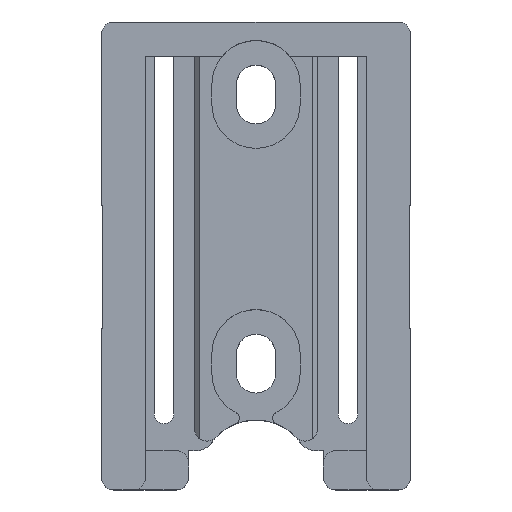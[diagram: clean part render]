
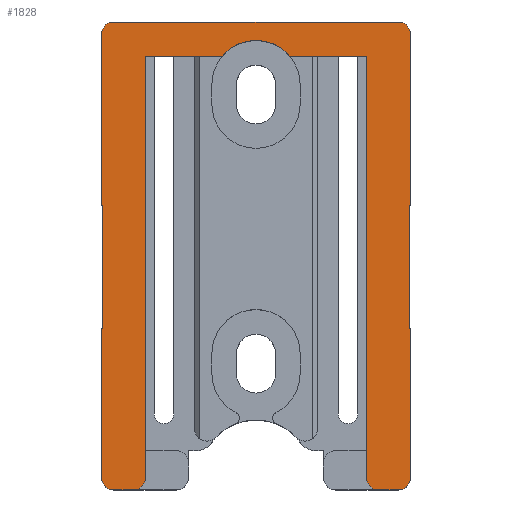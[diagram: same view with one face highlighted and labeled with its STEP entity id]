
A CAD part, top view. The second image highlights one B-rep face of the part: STEP entity #1828.
In plain terms, the highlighted planar face has unit normal (0, 0, 1).
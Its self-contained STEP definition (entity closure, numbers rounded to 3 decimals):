
#74=CIRCLE('',#1962,3.6);
#75=CIRCLE('',#1963,1.);
#76=CIRCLE('',#1964,1.);
#77=CIRCLE('',#1965,1.);
#78=CIRCLE('',#1966,1.);
#79=CIRCLE('',#1967,1.);
#80=CIRCLE('',#1968,1.);
#151=FACE_OUTER_BOUND('',#249,.T.);
#249=EDGE_LOOP('',(#1265,#1266,#1267,#1268,#1269,#1270,#1271,#1272,#1273,
#1274,#1275,#1276,#1277,#1278,#1279,#1280,#1281,#1282,#1283,#1284,#1285,
#1286,#1287,#1288));
#367=LINE('',#2759,#568);
#368=LINE('',#2761,#569);
#369=LINE('',#2765,#570);
#370=LINE('',#2769,#571);
#371=LINE('',#2771,#572);
#372=LINE('',#2773,#573);
#373=LINE('',#2775,#574);
#374=LINE('',#2777,#575);
#375=LINE('',#2781,#576);
#376=LINE('',#2785,#577);
#377=LINE('',#2787,#578);
#378=LINE('',#2789,#579);
#379=LINE('',#2791,#580);
#380=LINE('',#2793,#581);
#381=LINE('',#2797,#582);
#382=LINE('',#2801,#583);
#383=LINE('',#2802,#584);
#568=VECTOR('',#2205,10.);
#569=VECTOR('',#2206,10.);
#570=VECTOR('',#2209,10.);
#571=VECTOR('',#2212,10.);
#572=VECTOR('',#2213,10.);
#573=VECTOR('',#2214,10.);
#574=VECTOR('',#2215,10.);
#575=VECTOR('',#2216,10.);
#576=VECTOR('',#2219,10.);
#577=VECTOR('',#2222,10.);
#578=VECTOR('',#2223,10.);
#579=VECTOR('',#2224,10.);
#580=VECTOR('',#2225,10.);
#581=VECTOR('',#2226,10.);
#582=VECTOR('',#2229,10.);
#583=VECTOR('',#2232,10.);
#584=VECTOR('',#2233,10.);
#777=VERTEX_POINT('',#2755);
#778=VERTEX_POINT('',#2756);
#779=VERTEX_POINT('',#2758);
#780=VERTEX_POINT('',#2760);
#781=VERTEX_POINT('',#2762);
#782=VERTEX_POINT('',#2764);
#783=VERTEX_POINT('',#2766);
#784=VERTEX_POINT('',#2768);
#785=VERTEX_POINT('',#2770);
#786=VERTEX_POINT('',#2772);
#787=VERTEX_POINT('',#2774);
#788=VERTEX_POINT('',#2776);
#789=VERTEX_POINT('',#2778);
#790=VERTEX_POINT('',#2780);
#791=VERTEX_POINT('',#2782);
#792=VERTEX_POINT('',#2784);
#793=VERTEX_POINT('',#2786);
#794=VERTEX_POINT('',#2788);
#795=VERTEX_POINT('',#2790);
#796=VERTEX_POINT('',#2792);
#797=VERTEX_POINT('',#2794);
#798=VERTEX_POINT('',#2796);
#799=VERTEX_POINT('',#2798);
#800=VERTEX_POINT('',#2800);
#970=EDGE_CURVE('',#777,#778,#74,.T.);
#971=EDGE_CURVE('',#778,#779,#367,.T.);
#972=EDGE_CURVE('',#779,#780,#368,.T.);
#973=EDGE_CURVE('',#780,#781,#75,.T.);
#974=EDGE_CURVE('',#781,#782,#369,.T.);
#975=EDGE_CURVE('',#782,#783,#76,.T.);
#976=EDGE_CURVE('',#783,#784,#370,.T.);
#977=EDGE_CURVE('',#784,#785,#371,.T.);
#978=EDGE_CURVE('',#785,#786,#372,.T.);
#979=EDGE_CURVE('',#786,#787,#373,.T.);
#980=EDGE_CURVE('',#787,#788,#374,.T.);
#981=EDGE_CURVE('',#789,#788,#77,.T.);
#982=EDGE_CURVE('',#790,#789,#375,.F.);
#983=EDGE_CURVE('',#791,#790,#78,.T.);
#984=EDGE_CURVE('',#792,#791,#376,.T.);
#985=EDGE_CURVE('',#792,#793,#377,.T.);
#986=EDGE_CURVE('',#793,#794,#378,.T.);
#987=EDGE_CURVE('',#794,#795,#379,.T.);
#988=EDGE_CURVE('',#795,#796,#380,.T.);
#989=EDGE_CURVE('',#796,#797,#79,.T.);
#990=EDGE_CURVE('',#797,#798,#381,.T.);
#991=EDGE_CURVE('',#798,#799,#80,.T.);
#992=EDGE_CURVE('',#799,#800,#382,.T.);
#993=EDGE_CURVE('',#777,#800,#383,.F.);
#1265=ORIENTED_EDGE('',*,*,#970,.T.);
#1266=ORIENTED_EDGE('',*,*,#971,.T.);
#1267=ORIENTED_EDGE('',*,*,#972,.T.);
#1268=ORIENTED_EDGE('',*,*,#973,.T.);
#1269=ORIENTED_EDGE('',*,*,#974,.T.);
#1270=ORIENTED_EDGE('',*,*,#975,.T.);
#1271=ORIENTED_EDGE('',*,*,#976,.T.);
#1272=ORIENTED_EDGE('',*,*,#977,.T.);
#1273=ORIENTED_EDGE('',*,*,#978,.T.);
#1274=ORIENTED_EDGE('',*,*,#979,.T.);
#1275=ORIENTED_EDGE('',*,*,#980,.T.);
#1276=ORIENTED_EDGE('',*,*,#981,.F.);
#1277=ORIENTED_EDGE('',*,*,#982,.F.);
#1278=ORIENTED_EDGE('',*,*,#983,.F.);
#1279=ORIENTED_EDGE('',*,*,#984,.F.);
#1280=ORIENTED_EDGE('',*,*,#985,.T.);
#1281=ORIENTED_EDGE('',*,*,#986,.T.);
#1282=ORIENTED_EDGE('',*,*,#987,.T.);
#1283=ORIENTED_EDGE('',*,*,#988,.T.);
#1284=ORIENTED_EDGE('',*,*,#989,.T.);
#1285=ORIENTED_EDGE('',*,*,#990,.T.);
#1286=ORIENTED_EDGE('',*,*,#991,.T.);
#1287=ORIENTED_EDGE('',*,*,#992,.T.);
#1288=ORIENTED_EDGE('',*,*,#993,.F.);
#1759=PLANE('',#1961);
#1828=ADVANCED_FACE('',(#151),#1759,.F.);
#1961=AXIS2_PLACEMENT_3D('',#2754,#2201,#2202);
#1962=AXIS2_PLACEMENT_3D('',#2757,#2203,#2204);
#1963=AXIS2_PLACEMENT_3D('',#2763,#2207,#2208);
#1964=AXIS2_PLACEMENT_3D('',#2767,#2210,#2211);
#1965=AXIS2_PLACEMENT_3D('',#2779,#2217,#2218);
#1966=AXIS2_PLACEMENT_3D('',#2783,#2220,#2221);
#1967=AXIS2_PLACEMENT_3D('',#2795,#2227,#2228);
#1968=AXIS2_PLACEMENT_3D('',#2799,#2230,#2231);
#2201=DIRECTION('center_axis',(0.,0.,-1.));
#2202=DIRECTION('ref_axis',(-1.,0.,0.));
#2203=DIRECTION('center_axis',(0.,0.,-1.));
#2204=DIRECTION('ref_axis',(1.,0.,0.));
#2205=DIRECTION('',(1.,0.,0.));
#2206=DIRECTION('',(0.,-1.,0.));
#2207=DIRECTION('center_axis',(0.,0.,1.));
#2208=DIRECTION('ref_axis',(-0.707,-0.707,0.));
#2209=DIRECTION('',(1.,0.,0.));
#2210=DIRECTION('center_axis',(0.,0.,1.));
#2211=DIRECTION('ref_axis',(0.707,-0.707,0.));
#2212=DIRECTION('',(0.,1.,0.));
#2213=DIRECTION('',(-1.,0.,0.));
#2214=DIRECTION('',(0.,1.,0.));
#2215=DIRECTION('',(1.,0.,0.));
#2216=DIRECTION('',(0.,1.,0.));
#2217=DIRECTION('center_axis',(0.,0.,-1.));
#2218=DIRECTION('ref_axis',(0.707,0.707,0.));
#2219=DIRECTION('',(-1.,0.,0.));
#2220=DIRECTION('center_axis',(0.,0.,-1.));
#2221=DIRECTION('ref_axis',(-0.707,0.707,0.));
#2222=DIRECTION('',(0.,1.,0.));
#2223=DIRECTION('',(1.,0.,0.));
#2224=DIRECTION('',(0.,-1.,0.));
#2225=DIRECTION('',(-1.,0.,0.));
#2226=DIRECTION('',(0.,-1.,0.));
#2227=DIRECTION('center_axis',(0.,0.,1.));
#2228=DIRECTION('ref_axis',(-0.707,-0.707,0.));
#2229=DIRECTION('',(1.,0.,0.));
#2230=DIRECTION('center_axis',(0.,0.,1.));
#2231=DIRECTION('ref_axis',(0.707,-0.707,0.));
#2232=DIRECTION('',(0.,1.,0.));
#2233=DIRECTION('',(1.,0.,0.));
#2754=CARTESIAN_POINT('Origin',(0.,1.87,-20.4));
#2755=CARTESIAN_POINT('',(-2.769,1.44,-20.4));
#2756=CARTESIAN_POINT('',(2.769,1.44,-20.4));
#2757=CARTESIAN_POINT('Origin',(0.,-0.86,
-20.4));
#2758=CARTESIAN_POINT('',(9.,1.44,-20.4));
#2759=CARTESIAN_POINT('',(-6.3,1.44,-20.4));
#2760=CARTESIAN_POINT('',(9.,-32.9,-20.4));
#2761=CARTESIAN_POINT('',(9.,-6.345,-20.4));
#2762=CARTESIAN_POINT('',(10.,-33.9,-20.4));
#2763=CARTESIAN_POINT('Origin',(10.,-32.9,-20.4));
#2764=CARTESIAN_POINT('',(11.6,-33.9,-20.4));
#2765=CARTESIAN_POINT('',(-5.05,-33.9,-20.4));
#2766=CARTESIAN_POINT('',(12.6,-32.9,-20.4));
#2767=CARTESIAN_POINT('Origin',(11.6,-32.9,-20.4));
#2768=CARTESIAN_POINT('',(12.6,-20.73,-20.4));
#2769=CARTESIAN_POINT('',(12.6,-22.215,-20.4));
#2770=CARTESIAN_POINT('',(12.5,-20.73,-20.4));
#2771=CARTESIAN_POINT('',(9.46,-20.73,-20.4));
#2772=CARTESIAN_POINT('',(12.5,-10.73,-20.4));
#2773=CARTESIAN_POINT('',(12.5,-13.23,-20.4));
#2774=CARTESIAN_POINT('',(12.6,-10.73,-20.4));
#2775=CARTESIAN_POINT('',(6.25,-10.73,-20.4));
#2776=CARTESIAN_POINT('',(12.6,3.24,-20.4));
#2777=CARTESIAN_POINT('',(12.6,-22.215,-20.4));
#2778=CARTESIAN_POINT('',(11.6,4.24,-20.4));
#2779=CARTESIAN_POINT('Origin',(11.6,3.24,-20.4));
#2780=CARTESIAN_POINT('',(-11.6,4.24,-20.4));
#2781=CARTESIAN_POINT('',(5.05,4.24,-20.4));
#2782=CARTESIAN_POINT('',(-12.6,3.24,-20.4));
#2783=CARTESIAN_POINT('Origin',(-11.6,3.24,-20.4));
#2784=CARTESIAN_POINT('',(-12.6,-10.73,-20.4));
#2785=CARTESIAN_POINT('',(-12.6,2.555,-20.4));
#2786=CARTESIAN_POINT('',(-12.5,-10.73,-20.4));
#2787=CARTESIAN_POINT('',(-10.775,-10.73,-20.4));
#2788=CARTESIAN_POINT('',(-12.5,-20.73,-20.4));
#2789=CARTESIAN_POINT('',(-12.5,-13.23,-20.4));
#2790=CARTESIAN_POINT('',(-12.6,-20.73,-20.4));
#2791=CARTESIAN_POINT('',(-6.25,-20.73,-20.4));
#2792=CARTESIAN_POINT('',(-12.6,-32.9,-20.4));
#2793=CARTESIAN_POINT('',(-12.6,-5.245,-20.4));
#2794=CARTESIAN_POINT('',(-11.6,-33.9,-20.4));
#2795=CARTESIAN_POINT('Origin',(-11.6,-32.9,-20.4));
#2796=CARTESIAN_POINT('',(-10.,-33.9,-20.4));
#2797=CARTESIAN_POINT('',(-5.05,-33.9,-20.4));
#2798=CARTESIAN_POINT('',(-9.,-32.9,-20.4));
#2799=CARTESIAN_POINT('Origin',(-10.,-32.9,-20.4));
#2800=CARTESIAN_POINT('',(-9.,1.44,-20.4));
#2801=CARTESIAN_POINT('',(-9.,-23.215,-20.4));
#2802=CARTESIAN_POINT('',(-6.3,1.44,-20.4));
